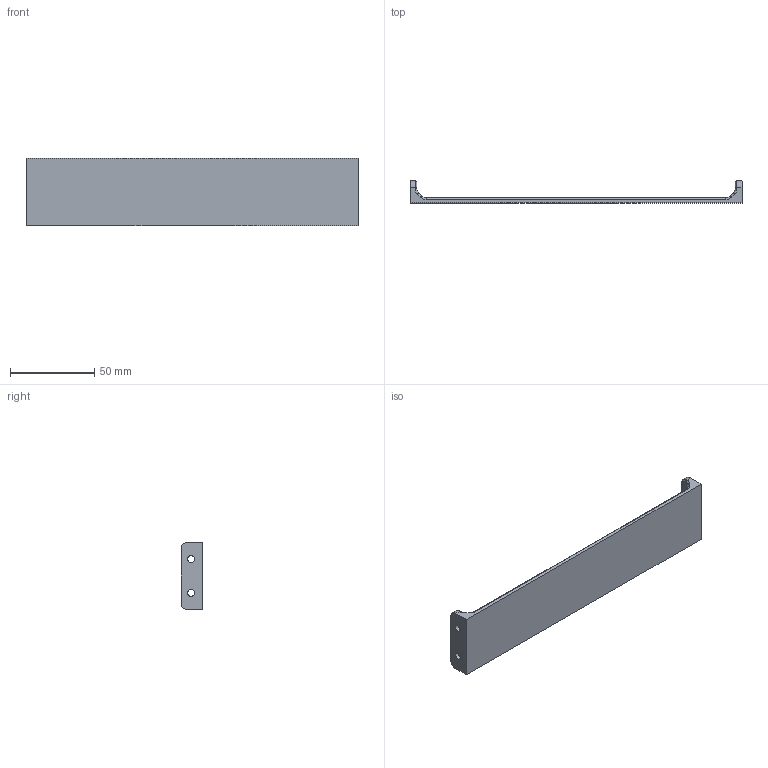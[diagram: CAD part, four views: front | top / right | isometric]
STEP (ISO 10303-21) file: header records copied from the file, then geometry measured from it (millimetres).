
FILE_DESCRIPTION (( 'STEP AP214' ), '1' );
FILE_NAME ('Housing_Center_LCD_Brace.STEP', '2024-07-18T11:58:26', ( '' ), ( '' ), 'SwSTEP 2.0', 'SolidWorks 2024', '' );
FILE_SCHEMA (( 'AUTOMOTIVE_DESIGN' ));
Length unit declared in the file: millimetre
Products named in the file (1): Housing_Center_LCD_Brace
Bounding box: 196.5 x 13 x 40 mm (x, y, z)
Volume: 25951.5 mm3; surface area: 19186.9 mm2
Topology: 1 solids, 1 shells, 187 faces, 459 edges, 285 vertices
Faces by surface type: plane 75, cylinder 63, bspline 29, torus 20
Entity records: 8600 total; most frequent: CARTESIAN_POINT 2287, ORIENTED_EDGE 912, DIRECTION 840, EDGE_CURVE 456, AXIS2_PLACEMENT_3D 306, VERTEX_POINT 285, VECTOR 228, LINE 228
